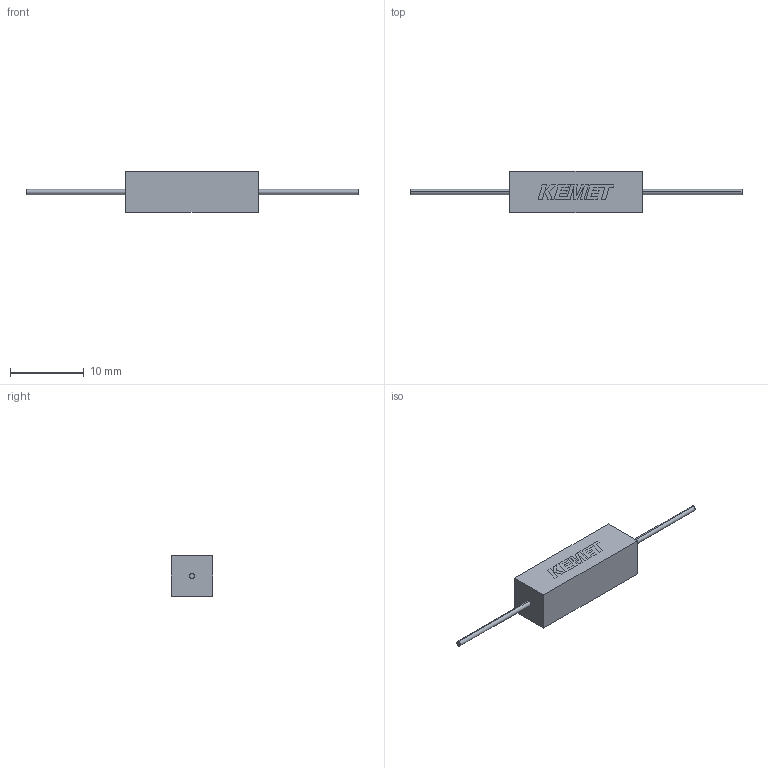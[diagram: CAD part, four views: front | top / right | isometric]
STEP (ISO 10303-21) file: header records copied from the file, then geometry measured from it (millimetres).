
FILE_DESCRIPTION (( 'STEP AP214' ), '1' );
FILE_NAME ('ST_OHD1_L18H5.5T5.6LL13.5.STEP', '2019-06-25T21:36:03', ( '' ), ( '' ), 'SwSTEP 2.0', 'SolidWorks 2014', '' );
FILE_SCHEMA (( 'AUTOMOTIVE_DESIGN' ));
Length unit declared in the file: millimetre
Products named in the file (1): ST_OHD1_L18H5.5T5.6LL13.5
Bounding box: 45 x 5.6 x 5.5 mm (x, y, z)
Volume: 564.8 mm3; surface area: 520.6 mm2
Topology: 1 solids, 1 shells, 66 faces, 177 edges, 118 vertices
Faces by surface type: plane 62, cylinder 4
Entity records: 2195 total; most frequent: CARTESIAN_POINT 362, ORIENTED_EDGE 354, DIRECTION 319, EDGE_CURVE 177, LINE 169, VECTOR 169, VERTEX_POINT 118, AXIS2_PLACEMENT_3D 75
